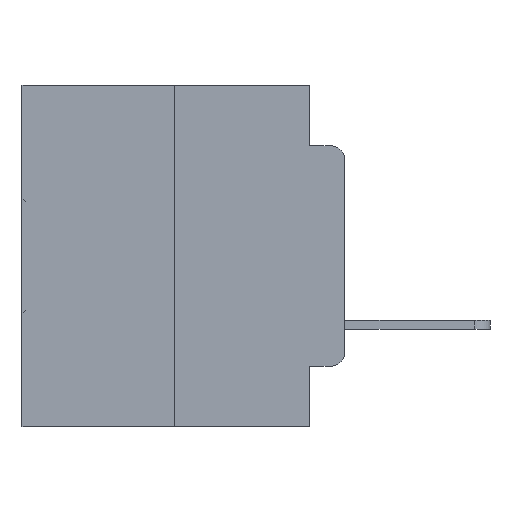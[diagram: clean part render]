
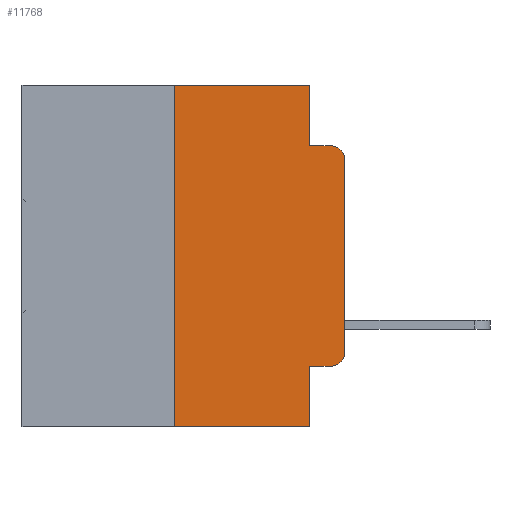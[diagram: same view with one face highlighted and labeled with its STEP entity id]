
A CAD part, left-side view. The second image highlights one B-rep face of the part: STEP entity #11768.
In plain terms, the highlighted planar face has unit normal (-1, 0, 0).
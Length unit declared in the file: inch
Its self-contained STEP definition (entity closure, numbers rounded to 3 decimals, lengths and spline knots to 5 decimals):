
#693 = CARTESIAN_POINT ( 'NONE',  ( 0., 0.051, -0.4115 ) ) ;
#791 = CARTESIAN_POINT ( 'NONE',  ( 0., 0., -0.3915 ) ) ;
#1104 = CARTESIAN_POINT ( 'NONE',  ( 0., 0.051, -0.4115 ) ) ;
#2230 = VECTOR ( 'NONE', #16770, 39.37008 ) ;
#2453 = VERTEX_POINT ( 'NONE', #23839 ) ;
#2508 = DIRECTION ( 'NONE',  ( 0., 0., -1. ) ) ;
#3711 = CARTESIAN_POINT ( 'NONE',  ( 0., 0.473, 0. ) ) ;
#3731 = AXIS2_PLACEMENT_3D ( 'NONE', #31645, #17878, #2508 ) ;
#3817 = CARTESIAN_POINT ( 'NONE',  ( 0., 0.02, -0.1085 ) ) ;
#3826 = LINE ( 'NONE', #31491, #16681 ) ;
#3960 = CARTESIAN_POINT ( 'NONE',  ( 0., 0.25, 0. ) ) ;
#5007 = EDGE_CURVE ( 'NONE', #10289, #29669, #8418, .T. ) ;
#5593 = EDGE_CURVE ( 'NONE', #26945, #16623, #13880, .T. ) ;
#6595 = DIRECTION ( 'NONE',  ( 0., 0., -1. ) ) ;
#6611 = DIRECTION ( 'NONE',  ( 1., 0., 0. ) ) ;
#6649 = ORIENTED_EDGE ( 'NONE', *, *, #27561, .T. ) ;
#6846 = LINE ( 'NONE', #23521, #18599 ) ;
#7178 = AXIS2_PLACEMENT_3D ( 'NONE', #3711, #6611, #24006 ) ;
#7214 = ORIENTED_EDGE ( 'NONE', *, *, #22973, .T. ) ;
#7573 = ORIENTED_EDGE ( 'NONE', *, *, #21351, .F. ) ;
#7818 = DIRECTION ( 'NONE',  ( 0., 0., -1. ) ) ;
#7912 = ORIENTED_EDGE ( 'NONE', *, *, #9763, .F. ) ;
#8068 = EDGE_CURVE ( 'NONE', #26945, #10289, #22488, .T. ) ;
#8080 = CARTESIAN_POINT ( 'NONE',  ( 0., 0.051, -0.5 ) ) ;
#8218 = ORIENTED_EDGE ( 'NONE', *, *, #5007, .F. ) ;
#8418 = LINE ( 'NONE', #20914, #22155 ) ;
#8595 = ORIENTED_EDGE ( 'NONE', *, *, #8068, .F. ) ;
#9457 = ORIENTED_EDGE ( 'NONE', *, *, #5593, .T. ) ;
#9763 = EDGE_CURVE ( 'NONE', #29669, #16136, #3826, .T. ) ;
#9908 = ORIENTED_EDGE ( 'NONE', *, *, #30991, .F. ) ;
#10271 = ORIENTED_EDGE ( 'NONE', *, *, #29544, .T. ) ;
#10289 = VERTEX_POINT ( 'NONE', #29071 ) ;
#10407 = VERTEX_POINT ( 'NONE', #10429 ) ;
#10429 = CARTESIAN_POINT ( 'NONE',  ( 0., 0.02, -0.4115 ) ) ;
#10572 = ORIENTED_EDGE ( 'NONE', *, *, #23564, .T. ) ;
#11214 = DIRECTION ( 'NONE',  ( 0., -1., 0. ) ) ;
#11768 = ADVANCED_FACE ( 'NONE', ( #22896 ), #21569, .F. ) ;
#11879 = EDGE_LOOP ( 'NONE', ( #6649, #7214, #7573, #7912, #8218, #8595, #9457, #9908, #10271, #10572 ) ) ;
#13839 = DIRECTION ( 'NONE',  ( 0., 0., 1. ) ) ;
#13880 = LINE ( 'NONE', #19787, #25996 ) ;
#16136 = VERTEX_POINT ( 'NONE', #25249 ) ;
#16316 = CARTESIAN_POINT ( 'NONE',  ( 0., 0., 0. ) ) ;
#16563 = CIRCLE ( 'NONE', #3731, 0.02 ) ;
#16623 = VERTEX_POINT ( 'NONE', #8080 ) ;
#16681 = VECTOR ( 'NONE', #7818, 39.37008 ) ;
#16770 = DIRECTION ( 'NONE',  ( 0., 0., 1. ) ) ;
#17878 = DIRECTION ( 'NONE',  ( -1., 0., 0. ) ) ;
#18093 = DIRECTION ( 'NONE',  ( 0., 0., -1. ) ) ;
#18293 = VECTOR ( 'NONE', #13839, 39.37008 ) ;
#18599 = VECTOR ( 'NONE', #11214, 39.37008 ) ;
#19001 = VERTEX_POINT ( 'NONE', #29342 ) ;
#19194 = DIRECTION ( 'NONE',  ( 0., -1., 0. ) ) ;
#19588 = VECTOR ( 'NONE', #18093, 39.37008 ) ;
#19787 = CARTESIAN_POINT ( 'NONE',  ( 0., 0.473, -0.5 ) ) ;
#20907 = DIRECTION ( 'NONE',  ( 0., -1., 0. ) ) ;
#20914 = CARTESIAN_POINT ( 'NONE',  ( 0., 0.473, 0. ) ) ;
#21351 = EDGE_CURVE ( 'NONE', #16136, #19001, #6846, .T. ) ;
#21552 = DIRECTION ( 'NONE',  ( -1., 0., 0. ) ) ;
#21569 = PLANE ( 'NONE',  #7178 ) ;
#21647 = VECTOR ( 'NONE', #21700, 39.37008 ) ;
#21700 = DIRECTION ( 'NONE',  ( 0., -1., 0. ) ) ;
#22155 = VECTOR ( 'NONE', #19194, 39.37008 ) ;
#22195 = VERTEX_POINT ( 'NONE', #693 ) ;
#22388 = LINE ( 'NONE', #1104, #21647 ) ;
#22488 = LINE ( 'NONE', #3960, #2230 ) ;
#22896 = FACE_OUTER_BOUND ( 'NONE', #11879, .T. ) ;
#22904 = VERTEX_POINT ( 'NONE', #791 ) ;
#22973 = EDGE_CURVE ( 'NONE', #2453, #19001, #31702, .T. ) ;
#23521 = CARTESIAN_POINT ( 'NONE',  ( 0., 0.051, -0.0885 ) ) ;
#23564 = EDGE_CURVE ( 'NONE', #10407, #22904, #16563, .T. ) ;
#23839 = CARTESIAN_POINT ( 'NONE',  ( 0., 0., -0.1085 ) ) ;
#24006 = DIRECTION ( 'NONE',  ( 0., 0., -1. ) ) ;
#25161 = LINE ( 'NONE', #31812, #19588 ) ;
#25249 = CARTESIAN_POINT ( 'NONE',  ( 0., 0.051, -0.0885 ) ) ;
#25437 = LINE ( 'NONE', #16316, #18293 ) ;
#25996 = VECTOR ( 'NONE', #20907, 39.37008 ) ;
#26608 = CARTESIAN_POINT ( 'NONE',  ( 0., 0.051, 0. ) ) ;
#26913 = CARTESIAN_POINT ( 'NONE',  ( 0., 0.25, -0.5 ) ) ;
#26945 = VERTEX_POINT ( 'NONE', #26913 ) ;
#27561 = EDGE_CURVE ( 'NONE', #22904, #2453, #25437, .T. ) ;
#27586 = AXIS2_PLACEMENT_3D ( 'NONE', #3817, #21552, #6595 ) ;
#29071 = CARTESIAN_POINT ( 'NONE',  ( 0., 0.25, 0. ) ) ;
#29342 = CARTESIAN_POINT ( 'NONE',  ( 0., 0.02, -0.0885 ) ) ;
#29544 = EDGE_CURVE ( 'NONE', #22195, #10407, #22388, .T. ) ;
#29669 = VERTEX_POINT ( 'NONE', #26608 ) ;
#30991 = EDGE_CURVE ( 'NONE', #22195, #16623, #25161, .T. ) ;
#31491 = CARTESIAN_POINT ( 'NONE',  ( 0., 0.051, 0. ) ) ;
#31645 = CARTESIAN_POINT ( 'NONE',  ( 0., 0.02, -0.3915 ) ) ;
#31702 = CIRCLE ( 'NONE', #27586, 0.02 ) ;
#31812 = CARTESIAN_POINT ( 'NONE',  ( 0., 0.051, 0. ) ) ;
